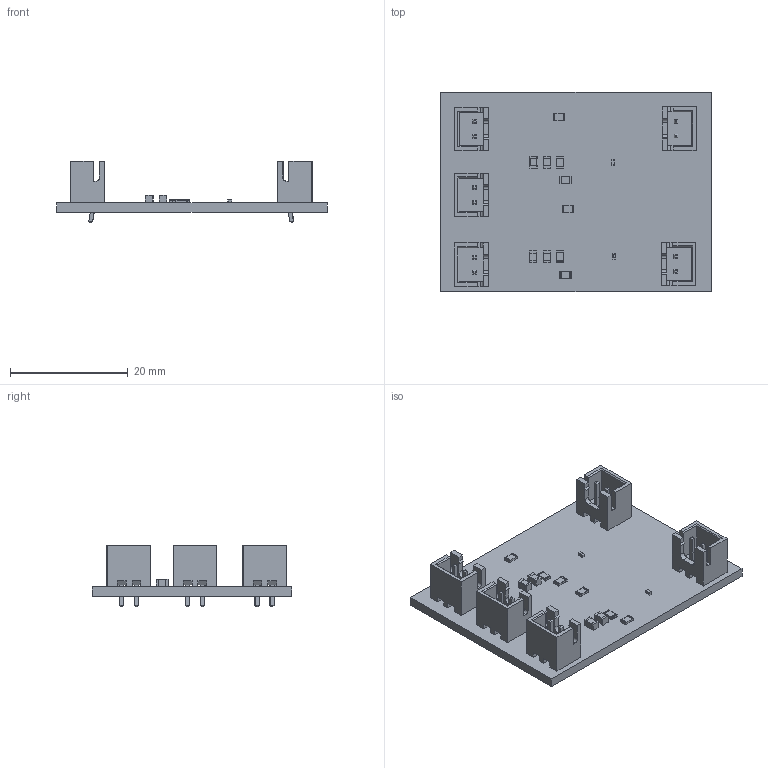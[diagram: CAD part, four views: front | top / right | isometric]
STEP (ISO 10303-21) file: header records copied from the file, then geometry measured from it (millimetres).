
FILE_DESCRIPTION(('KiCad electronic assembly'),'2;1');
FILE_NAME('PAMI_Power_board.step','2025-03-06T16:32:28',('Pcbnew'),( 'Kicad'),'Open CASCADE STEP processor 7.8','KiCad to STEP converter' ,'Unknown');
FILE_SCHEMA(('AUTOMOTIVE_DESIGN { 1 0 10303 214 1 1 1 1 }'));
Length unit declared in the file: millimetre
Products named in the file (10): PAMI_Power_board 1; R_0805_2012Metric; C_0805_2012Metric; JST_XH_B2B-XH-A_1x02_P2.50mm_Vertical; JST_B2B_XH_A; C_0402_1005Metric; PAMI_Power_board_PCB
Assembly tree (22 placements, depth 3):
  PAMI_Power_board 1
    R_0805_2012Metric  x6
      R_0805_2012Metric
    C_0805_2012Metric  x4
      C_0805_2012Metric
    JST_XH_B2B-XH-A_1x02_P2.50mm_Vertical  x5
      JST_B2B_XH_A
    C_0402_1005Metric  x2
      C_0402_1005Metric
    PAMI_Power_board_PCB
Bounding box: 45.81 x 33.85 x 10.4 mm (x, y, z)
Volume: 3263.5 mm3; surface area: 5477.1 mm2
Topology: 18 solids, 18 shells, 785 faces, 2077 edges, 1360 vertices
Faces by surface type: plane 635, cylinder 150
Full cylindrical faces by diameter (mm): 1 x10
Entity records: 7251 total; most frequent: CARTESIAN_POINT 1027, DIRECTION 1005, ORIENTED_EDGE 986, EDGE_CURVE 493, LINE 401, VECTOR 401, VERTEX_POINT 324, AXIS2_PLACEMENT_3D 302
